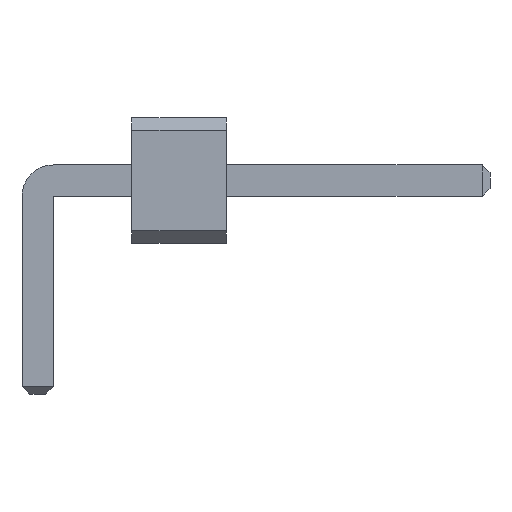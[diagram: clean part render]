
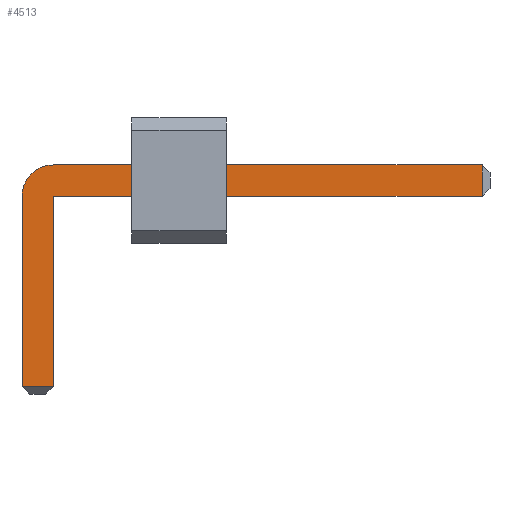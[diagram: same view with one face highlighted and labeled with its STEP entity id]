
A CAD part, front view. The second image highlights one B-rep face of the part: STEP entity #4513.
In plain terms, the highlighted planar face has unit normal (0, -1, 0).
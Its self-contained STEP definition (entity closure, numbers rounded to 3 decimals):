
#13=DIRECTION('',(0.,0.,1.));
#27=VECTOR('',#28,1.);
#28=DIRECTION('',(1.,0.,0.));
#2044=VECTOR('',#13,1.);
#2086=DIRECTION('',(0.,1.,0.));
#4327=VECTOR('',#4328,1.);
#4328=DIRECTION('',(0.,0.,-1.));
#4335=VECTOR('',#4336,1.);
#4336=DIRECTION('',(-1.,0.,0.));
#4357=DIRECTION('',(-0.,1.,0.));
#4367=VERTEX_POINT('',#4368);
#4368=CARTESIAN_POINT('',(0.25,-68.25,1.25));
#4370=ORIENTED_EDGE('',*,*,#4371,.T.);
#4371=EDGE_CURVE('',#4367,#4372,#4374,.T.);
#4372=VERTEX_POINT('',#4373);
#4373=CARTESIAN_POINT('',(7.075,-68.25,1.25));
#4374=LINE('',#4375,#27);
#4375=CARTESIAN_POINT('',(-0.25,-68.25,1.25));
#4411=EDGE_CURVE('',#4412,#4367,#4414,.T.);
#4412=VERTEX_POINT('',#4413);
#4413=CARTESIAN_POINT('',(-0.25,-68.25,0.75));
#4414=CIRCLE('',#4415,0.5);
#4415=AXIS2_PLACEMENT_3D('',#4416,#4357,#4328);
#4416=CARTESIAN_POINT('',(0.25,-68.25,0.75));
#4428=VERTEX_POINT('',#4429);
#4429=CARTESIAN_POINT('',(7.075,-68.25,0.75));
#4431=ORIENTED_EDGE('',*,*,#4432,.T.);
#4432=EDGE_CURVE('',#4428,#4433,#4434,.T.);
#4433=VERTEX_POINT('',#4416);
#4434=LINE('',#4435,#4335);
#4435=CARTESIAN_POINT('',(7.2,-68.25,0.75));
#4447=VERTEX_POINT('',#4448);
#4448=CARTESIAN_POINT('',(-0.25,-68.25,-2.275));
#4450=ORIENTED_EDGE('',*,*,#4451,.T.);
#4451=EDGE_CURVE('',#4447,#4412,#4452,.T.);
#4452=LINE('',#4453,#2044);
#4453=CARTESIAN_POINT('',(-0.25,-68.25,-2.4));
#4461=ORIENTED_EDGE('',*,*,#4462,.T.);
#4462=EDGE_CURVE('',#4433,#4463,#4465,.T.);
#4463=VERTEX_POINT('',#4464);
#4464=CARTESIAN_POINT('',(0.25,-68.25,-2.275));
#4465=LINE('',#4416,#4327);
#4513=ADVANCED_FACE('',(#4514),#4523,.F.);
#4514=FACE_BOUND('',#4515,.F.);
#4515=EDGE_LOOP('',(#4370,#4516,#4431,#4461,#4519,#4450,#4522));
#4516=ORIENTED_EDGE('',*,*,#4517,.T.);
#4517=EDGE_CURVE('',#4372,#4428,#4518,.T.);
#4518=LINE('',#4373,#4327);
#4519=ORIENTED_EDGE('',*,*,#4520,.T.);
#4520=EDGE_CURVE('',#4463,#4447,#4521,.T.);
#4521=LINE('',#4464,#4335);
#4522=ORIENTED_EDGE('',*,*,#4411,.T.);
#4523=PLANE('',#4524);
#4524=AXIS2_PLACEMENT_3D('',#4525,#2086,#13);
#4525=CARTESIAN_POINT('',(2.489,-68.25,0.411));
